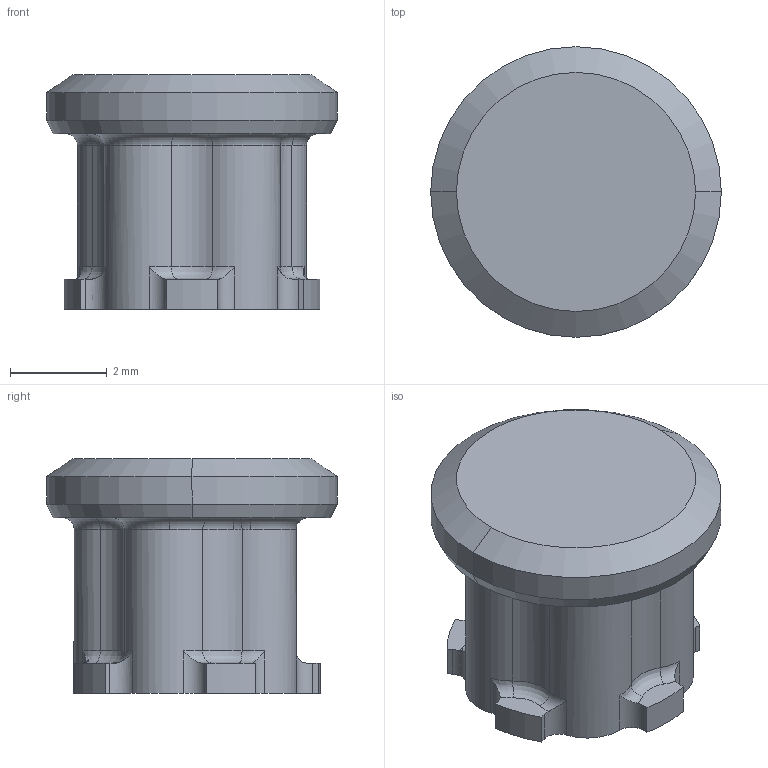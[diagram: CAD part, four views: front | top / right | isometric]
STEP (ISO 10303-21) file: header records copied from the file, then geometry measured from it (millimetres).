
FILE_DESCRIPTION(('produced by SPATIAL CORP'),'2;1');
FILE_NAME( 'stock.hh.sat.stp','2002-04-22T10:00:21+00:00',('SPATIAL CORP'),( 'SPATIAL CORP'),'ACIS STEP Husk','http://www.spatial.com', 'SPATIAL CORP');
FILE_SCHEMA(('CONFIG_CONTROL_DESIGN'));
Length unit declared in the file: millimetre
Products named in the file (1): PRODUCT_ID_1
Bounding box: 6 x 6 x 4.84 mm (x, y, z)
Volume: 90.8 mm3; surface area: 134.3 mm2
Topology: 1 solids, 1 shells, 85 faces, 242 edges, 160 vertices
Faces by surface type: cylinder 27, plane 23, torus 16, bspline 15, cone 4
Entity records: 14854 total; most frequent: CARTESIAN_POINT 12692, ORIENTED_EDGE 484, DIRECTION 390, EDGE_CURVE 242, VERTEX_POINT 160, AXIS2_PLACEMENT_3D 152, CIRCLE 96, VECTOR 86
